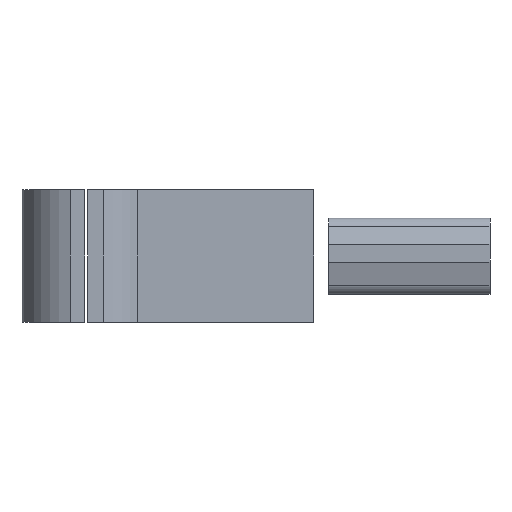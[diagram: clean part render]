
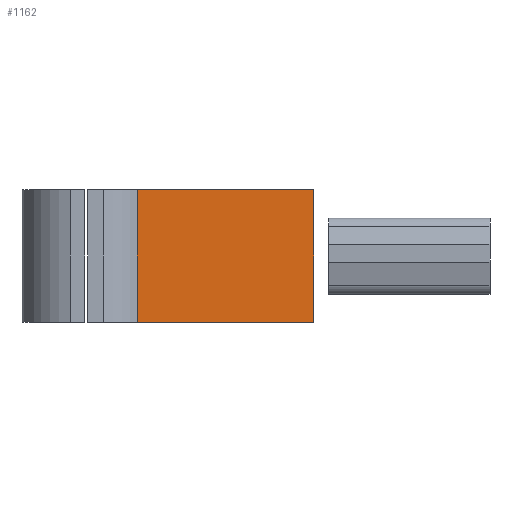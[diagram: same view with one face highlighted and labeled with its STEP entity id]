
A CAD part, left-side view. The second image highlights one B-rep face of the part: STEP entity #1162.
In plain terms, the highlighted planar face has unit normal (-1, 0, 0).
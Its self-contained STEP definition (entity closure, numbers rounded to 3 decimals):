
#34=LINE('',#1814,#139);
#36=LINE('',#1819,#141);
#37=LINE('',#1821,#142);
#38=LINE('',#1822,#143);
#139=VECTOR('',#1434,10.);
#141=VECTOR('',#1440,10.);
#142=VECTOR('',#1441,10.);
#143=VECTOR('',#1442,10.);
#305=FACE_OUTER_BOUND('',#380,.T.);
#380=EDGE_LOOP('',(#841,#842,#843,#844));
#531=VERTEX_POINT('',#1808);
#533=VERTEX_POINT('',#1812);
#534=VERTEX_POINT('',#1818);
#535=VERTEX_POINT('',#1820);
#649=EDGE_CURVE('',#531,#533,#34,.T.);
#651=EDGE_CURVE('',#531,#534,#36,.T.);
#652=EDGE_CURVE('',#535,#533,#37,.T.);
#653=EDGE_CURVE('',#534,#535,#38,.T.);
#841=ORIENTED_EDGE('',*,*,#651,.F.);
#842=ORIENTED_EDGE('',*,*,#649,.T.);
#843=ORIENTED_EDGE('',*,*,#652,.F.);
#844=ORIENTED_EDGE('',*,*,#653,.F.);
#1114=PLANE('',#1263);
#1162=ADVANCED_FACE('',(#305),#1114,.T.);
#1263=AXIS2_PLACEMENT_3D('',#1817,#1438,#1439);
#1434=DIRECTION('',(0.,0.,1.));
#1438=DIRECTION('center_axis',(-1.,0.,0.));
#1439=DIRECTION('ref_axis',(0.,-1.,0.));
#1440=DIRECTION('',(0.,1.,0.));
#1441=DIRECTION('',(0.,-1.,0.));
#1442=DIRECTION('',(0.,0.,1.));
#1808=CARTESIAN_POINT('',(-15.,-77.,0.));
#1812=CARTESIAN_POINT('',(-15.,-77.,45.));
#1814=CARTESIAN_POINT('',(-15.,-77.,0.));
#1817=CARTESIAN_POINT('Origin',(-15.,-16.771,0.));
#1818=CARTESIAN_POINT('',(-15.,-16.771,0.));
#1819=CARTESIAN_POINT('',(-15.,-77.,0.));
#1820=CARTESIAN_POINT('',(-15.,-16.771,45.));
#1821=CARTESIAN_POINT('',(-15.,-77.,45.));
#1822=CARTESIAN_POINT('',(-15.,-16.771,0.));
